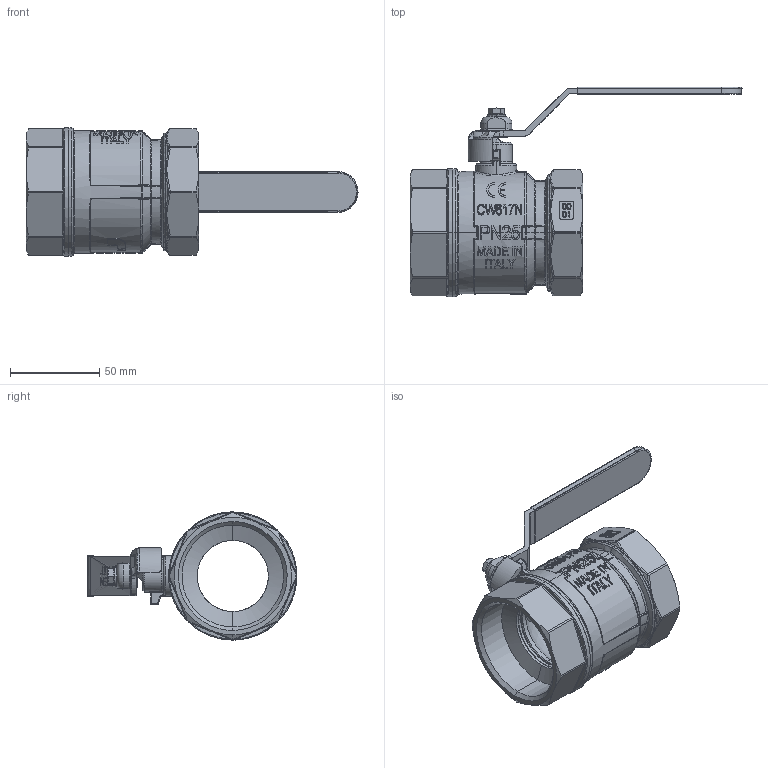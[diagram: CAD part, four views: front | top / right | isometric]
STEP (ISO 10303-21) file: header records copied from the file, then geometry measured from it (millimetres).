
FILE_DESCRIPTION (( 'STEP AP214' ), '1' );
FILE_NAME ('IT-ORIENT21109_R.STEP', '2018-09-21T15:33:58', ( '' ), ( '' ), 'SwSTEP 2.0', 'SolidWorks 2018', '' );
FILE_SCHEMA (( 'AUTOMOTIVE_DESIGN' ));
Length unit declared in the file: millimetre
Products named in the file (1): IT-ORIENT21109_R
Bounding box: 186.5 x 117.78 x 72 mm (x, y, z)
Surface area: 64186.7 mm2 (no closed solid volume)
Topology: 0 solids, 12 shells, 1174 faces, 3029 edges, 1897 vertices
Faces by surface type: plane 398, bspline 357, cylinder 239, torus 108, cone 59, sphere 13
Entity records: 58067 total; most frequent: CARTESIAN_POINT 37325, ORIENTED_EDGE 5890, EDGE_CURVE 2971, B_SPLINE_CURVE_WITH_KNOTS 2796, VERTEX_POINT 1896, DIRECTION 1640, EDGE_LOOP 1270, FACE_OUTER_BOUND 1172
